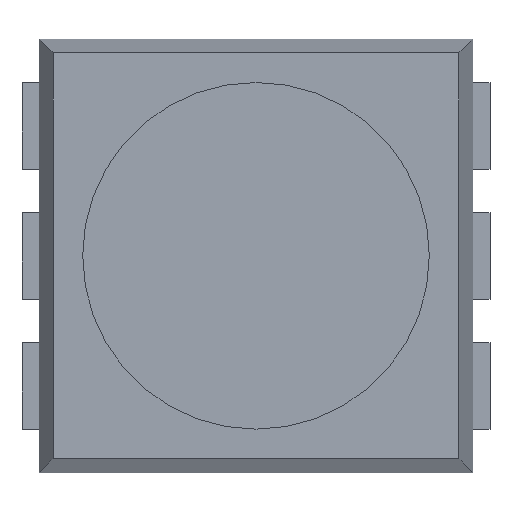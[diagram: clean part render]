
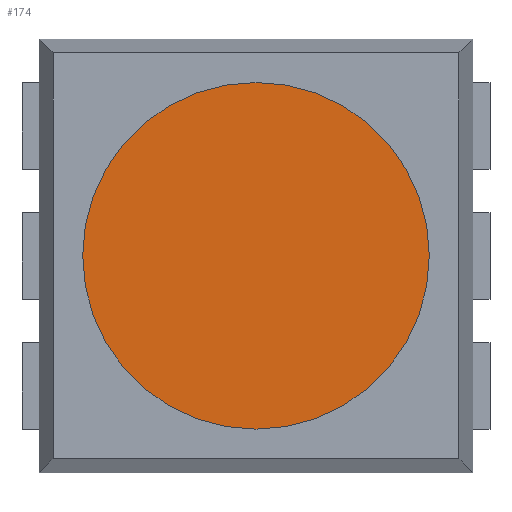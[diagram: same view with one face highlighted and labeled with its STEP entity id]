
A CAD part, top view. The second image highlights one B-rep face of the part: STEP entity #174.
In plain terms, the highlighted planar face has unit normal (0, 0, 1).
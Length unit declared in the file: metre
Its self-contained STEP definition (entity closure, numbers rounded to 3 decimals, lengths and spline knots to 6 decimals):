
#174 = ADVANCED_FACE( '', ( #372 ), #373, .T. );
#372 = FACE_OUTER_BOUND( '', #606, .T. );
#373 = PLANE( '', #607 );
#606 = EDGE_LOOP( '', ( #933 ) );
#607 = AXIS2_PLACEMENT_3D( '', #934, #935, #936 );
#933 = ORIENTED_EDGE( '', *, *, #1300, .T. );
#934 = CARTESIAN_POINT( '', ( 0., 0., 0.0016 ) );
#935 = DIRECTION( '', ( 0., 0., 1. ) );
#936 = DIRECTION( '', ( 1., 0., 0. ) );
#1300 = EDGE_CURVE( '', #1539, #1539, #1540, .T. );
#1539 = VERTEX_POINT( '', #1872 );
#1540 = CIRCLE( '', #1873, 0.002 );
#1872 = CARTESIAN_POINT( '', ( 0.002, 0., 0.0016 ) );
#1873 = AXIS2_PLACEMENT_3D( '', #2177, #2178, #2179 );
#2177 = CARTESIAN_POINT( '', ( 0., 0., 0.0016 ) );
#2178 = DIRECTION( '', ( 0., 0., 1. ) );
#2179 = DIRECTION( '', ( 1., 0., 0. ) );
